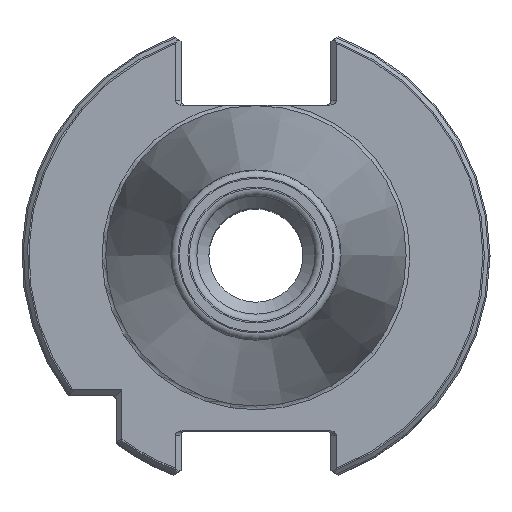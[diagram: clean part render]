
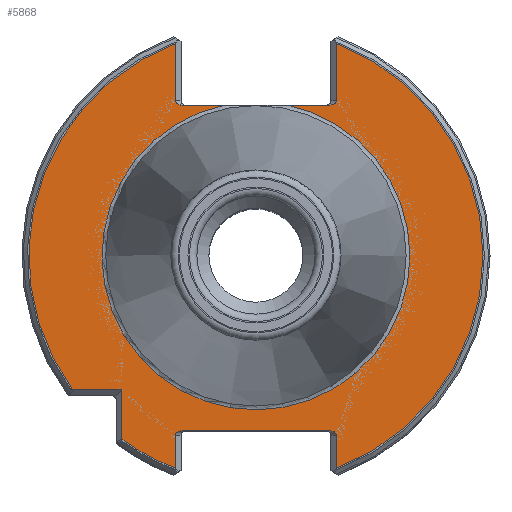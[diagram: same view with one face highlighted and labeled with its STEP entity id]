
A CAD part, top view. The second image highlights one B-rep face of the part: STEP entity #5868.
In plain terms, the highlighted planar face has unit normal (0, 0, 1).
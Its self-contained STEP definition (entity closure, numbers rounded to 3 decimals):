
#23=ELLIPSE('',#6217,0.707,0.5);
#26=ELLIPSE('',#6222,0.707,0.5);
#30=ELLIPSE('',#6237,0.707,0.5);
#31=ELLIPSE('',#6241,0.707,0.5);
#77=LINE('',#8116,#283);
#78=LINE('',#8125,#284);
#83=LINE('',#8140,#289);
#84=LINE('',#8151,#290);
#99=LINE('',#8251,#305);
#100=LINE('',#8253,#306);
#128=LINE('',#8415,#334);
#129=LINE('',#8416,#335);
#130=LINE('',#8417,#336);
#283=VECTOR('',#6815,1000.);
#284=VECTOR('',#6822,1000.);
#289=VECTOR('',#6829,1000.);
#290=VECTOR('',#6838,1000.);
#305=VECTOR('',#6891,1000.);
#306=VECTOR('',#6894,1000.);
#334=VECTOR('',#7010,1000.);
#335=VECTOR('',#7011,1000.);
#336=VECTOR('',#7012,1000.);
#638=PLANE('',#6240);
#1177=ORIENTED_EDGE('',*,*,#2049,.T.);
#1178=ORIENTED_EDGE('',*,*,#2046,.T.);
#1179=ORIENTED_EDGE('',*,*,#2121,.T.);
#1180=ORIENTED_EDGE('',*,*,#2146,.F.);
#1181=ORIENTED_EDGE('',*,*,#2116,.T.);
#1182=ORIENTED_EDGE('',*,*,#2040,.T.);
#1183=ORIENTED_EDGE('',*,*,#2038,.T.);
#1184=ORIENTED_EDGE('',*,*,#2037,.T.);
#1185=ORIENTED_EDGE('',*,*,#2142,.T.);
#1186=ORIENTED_EDGE('',*,*,#2147,.F.);
#1187=ORIENTED_EDGE('',*,*,#2144,.F.);
#1188=ORIENTED_EDGE('',*,*,#2148,.F.);
#1189=ORIENTED_EDGE('',*,*,#2149,.T.);
#1190=ORIENTED_EDGE('',*,*,#2050,.T.);
#1191=ORIENTED_EDGE('',*,*,#2030,.T.);
#1192=ORIENTED_EDGE('',*,*,#2084,.T.);
#1193=ORIENTED_EDGE('',*,*,#2085,.T.);
#2030=EDGE_CURVE('',#2583,#2582,#2958,.T.);
#2037=EDGE_CURVE('',#2586,#2588,#77,.T.);
#2038=EDGE_CURVE('',#2589,#2586,#2960,.T.);
#2040=EDGE_CURVE('',#2590,#2589,#78,.T.);
#2046=EDGE_CURVE('',#2592,#2594,#83,.T.);
#2049=EDGE_CURVE('',#2595,#2592,#2962,.T.);
#2050=EDGE_CURVE('',#2597,#2583,#84,.T.);
#2084=EDGE_CURVE('',#2582,#2620,#99,.T.);
#2085=EDGE_CURVE('',#2620,#2595,#100,.T.);
#2116=EDGE_CURVE('',#2641,#2590,#23,.F.);
#2121=EDGE_CURVE('',#2594,#2644,#26,.F.);
#2142=EDGE_CURVE('',#2588,#2657,#30,.F.);
#2144=EDGE_CURVE('',#2658,#2659,#2981,.T.);
#2146=EDGE_CURVE('',#2641,#2644,#128,.T.);
#2147=EDGE_CURVE('',#2659,#2657,#129,.T.);
#2148=EDGE_CURVE('',#2660,#2658,#130,.T.);
#2149=EDGE_CURVE('',#2660,#2597,#31,.F.);
#2582=VERTEX_POINT('',#8092);
#2583=VERTEX_POINT('',#8094);
#2586=VERTEX_POINT('',#8111);
#2588=VERTEX_POINT('',#8115);
#2589=VERTEX_POINT('',#8119);
#2590=VERTEX_POINT('',#8126);
#2592=VERTEX_POINT('',#8135);
#2594=VERTEX_POINT('',#8139);
#2595=VERTEX_POINT('',#8146);
#2597=VERTEX_POINT('',#8152);
#2620=VERTEX_POINT('',#8250);
#2641=VERTEX_POINT('',#8344);
#2644=VERTEX_POINT('',#8354);
#2657=VERTEX_POINT('',#8403);
#2658=VERTEX_POINT('',#8407);
#2659=VERTEX_POINT('',#8408);
#2660=VERTEX_POINT('',#8418);
#2958=CIRCLE('',#6166,24.4);
#2960=CIRCLE('',#6170,24.4);
#2962=CIRCLE('',#6175,24.4);
#2981=CIRCLE('',#6239,16.543);
#3236=EDGE_LOOP('',(#1177,#1178,#1179,#1180,#1181,#1182,#1183,#1184,#1185,
#1186,#1187,#1188,#1189,#1190,#1191,#1192,#1193));
#3608=FACE_BOUND('',#3236,.T.);
#5868=ADVANCED_FACE('',(#3608),#638,.T.);
#6166=AXIS2_PLACEMENT_3D('',#8093,#6807,#6808);
#6170=AXIS2_PLACEMENT_3D('',#8118,#6818,#6819);
#6175=AXIS2_PLACEMENT_3D('',#8149,#6834,#6835);
#6217=AXIS2_PLACEMENT_3D('',#8343,#6946,#6947);
#6222=AXIS2_PLACEMENT_3D('',#8353,#6958,#6959);
#6237=AXIS2_PLACEMENT_3D('',#8402,#7001,#7002);
#6239=AXIS2_PLACEMENT_3D('',#8406,#7006,#7007);
#6240=AXIS2_PLACEMENT_3D('',#8414,#7008,#7009);
#6241=AXIS2_PLACEMENT_3D('',#8419,#7013,#7014);
#6807=DIRECTION('',(0.,0.,1.));
#6808=DIRECTION('',(1.,0.,0.));
#6815=DIRECTION('',(0.,-1.,0.));
#6818=DIRECTION('',(0.,0.,1.));
#6819=DIRECTION('',(1.,0.,0.));
#6822=DIRECTION('',(0.,-1.,0.));
#6829=DIRECTION('',(0.,1.,0.));
#6834=DIRECTION('',(0.,0.,1.));
#6835=DIRECTION('',(1.,0.,0.));
#6838=DIRECTION('',(0.,1.,0.));
#6891=DIRECTION('',(1.,0.,0.));
#6894=DIRECTION('',(0.,-1.,0.));
#6946=DIRECTION('',(0.,0.,1.));
#6947=DIRECTION('',(1.,0.,0.));
#6958=DIRECTION('',(0.,0.,1.));
#6959=DIRECTION('',(1.,0.,0.));
#7001=DIRECTION('',(0.,0.,1.));
#7002=DIRECTION('',(-1.,0.,0.));
#7006=DIRECTION('',(0.,0.,1.));
#7007=DIRECTION('',(1.,0.,0.));
#7008=DIRECTION('',(0.,0.,1.));
#7009=DIRECTION('',(1.,0.,0.));
#7010=DIRECTION('',(-1.,0.,0.));
#7011=DIRECTION('',(1.,0.,0.));
#7012=DIRECTION('',(1.,0.,0.));
#7013=DIRECTION('',(0.,0.,1.));
#7014=DIRECTION('',(-1.,0.,0.));
#8092=CARTESIAN_POINT('',(-19.698,-14.4,-3.2));
#8093=CARTESIAN_POINT('',(0.,0.,-3.2));
#8094=CARTESIAN_POINT('',(-8.65,22.815,-3.2));
#8111=CARTESIAN_POINT('',(8.65,22.815,-3.2));
#8115=CARTESIAN_POINT('',(8.65,16.7,-3.2));
#8116=CARTESIAN_POINT('',(8.65,16.2,-3.2));
#8118=CARTESIAN_POINT('',(0.,0.,-3.2));
#8119=CARTESIAN_POINT('',(8.65,-22.815,-3.2));
#8125=CARTESIAN_POINT('',(8.65,-23.827,-3.2));
#8126=CARTESIAN_POINT('',(8.65,-19.3,-3.2));
#8135=CARTESIAN_POINT('',(-8.65,-22.815,-3.2));
#8139=CARTESIAN_POINT('',(-8.65,-19.3,-3.2));
#8140=CARTESIAN_POINT('',(-8.65,-18.8,-3.2));
#8146=CARTESIAN_POINT('',(-14.4,-19.698,-3.2));
#8149=CARTESIAN_POINT('',(0.,0.,-3.2));
#8151=CARTESIAN_POINT('',(-8.65,23.827,-3.2));
#8152=CARTESIAN_POINT('',(-8.65,16.7,-3.2));
#8250=CARTESIAN_POINT('',(-14.4,-14.4,-3.2));
#8251=CARTESIAN_POINT('',(-15.,-14.4,-3.2));
#8253=CARTESIAN_POINT('',(-14.4,-20.187,-3.2));
#8343=CARTESIAN_POINT('',(7.943,-19.3,-3.2));
#8344=CARTESIAN_POINT('',(7.943,-18.8,-3.2));
#8353=CARTESIAN_POINT('',(-7.943,-19.3,-3.2));
#8354=CARTESIAN_POINT('',(-7.943,-18.8,-3.2));
#8402=CARTESIAN_POINT('',(7.943,16.7,-3.2));
#8403=CARTESIAN_POINT('',(7.943,16.2,-3.2));
#8406=CARTESIAN_POINT('',(0.,0.,-3.2));
#8407=CARTESIAN_POINT('',(-3.35,16.2,-3.2));
#8408=CARTESIAN_POINT('',(3.35,16.2,-3.2));
#8414=CARTESIAN_POINT('',(16.543,0.,-3.2));
#8415=CARTESIAN_POINT('',(8.05,-18.8,-3.2));
#8416=CARTESIAN_POINT('',(-8.05,16.2,-3.2));
#8417=CARTESIAN_POINT('',(-8.05,16.2,-3.2));
#8418=CARTESIAN_POINT('',(-7.943,16.2,-3.2));
#8419=CARTESIAN_POINT('',(-7.943,16.7,-3.2));
